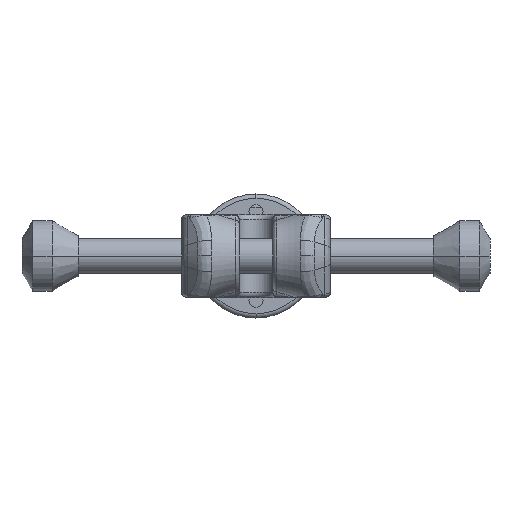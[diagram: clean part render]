
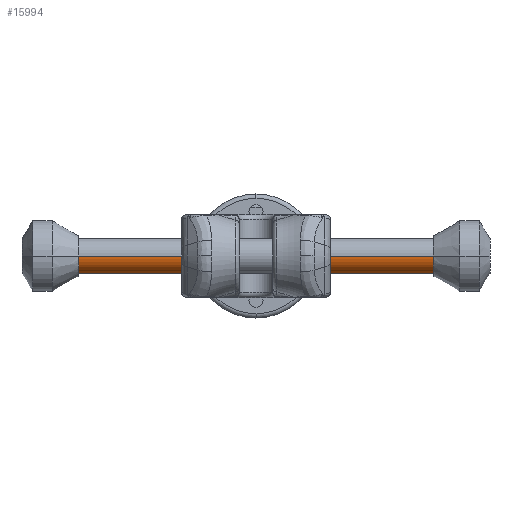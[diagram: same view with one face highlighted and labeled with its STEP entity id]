
A CAD part, left-side view. The second image highlights one B-rep face of the part: STEP entity #15994.
In plain terms, the highlighted cylindrical face has radius 10 mm (diameter 20 mm), a partial arc.
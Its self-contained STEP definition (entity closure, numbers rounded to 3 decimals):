
#15736=CARTESIAN_POINT('',(100.,0.,0.));
#15737=DIRECTION('',(-1.,0.,0.));
#15738=DIRECTION('',(0.,1.,0.));
#15739=AXIS2_PLACEMENT_3D('',#15736,#15737,#15738);
#15741=DIRECTION('',(-1.,0.,0.));
#15742=VECTOR('',#15741,200.);
#15743=CARTESIAN_POINT('',(100.,10.,0.));
#15744=LINE('',#15743,#15742);
#15750=DIRECTION('',(-1.,0.,0.));
#15751=VECTOR('',#15750,200.);
#15752=CARTESIAN_POINT('',(100.,-10.,0.));
#15753=LINE('',#15752,#15751);
#15759=CARTESIAN_POINT('',(-100.,0.,0.));
#15760=DIRECTION('',(-1.,0.,0.));
#15761=DIRECTION('',(0.,1.,0.));
#15762=AXIS2_PLACEMENT_3D('',#15759,#15760,#15761);
#15836=CARTESIAN_POINT('',(100.,10.,0.));
#15837=CARTESIAN_POINT('',(-100.,10.,0.));
#15838=VERTEX_POINT('',#15836);
#15839=VERTEX_POINT('',#15837);
#15856=CARTESIAN_POINT('',(100.,-10.,0.));
#15857=CARTESIAN_POINT('',(-100.,-10.,0.));
#15858=VERTEX_POINT('',#15856);
#15859=VERTEX_POINT('',#15857);
#15980=CARTESIAN_POINT('',(177.718,0.,0.));
#15981=DIRECTION('',(-1.,0.,0.));
#15982=DIRECTION('',(0.,1.,0.));
#15983=AXIS2_PLACEMENT_3D('',#15980,#15981,#15982);
#15984=CYLINDRICAL_SURFACE('',#15983,10.);
#15986=ORIENTED_EDGE('',*,*,#15985,.T.);
#15988=ORIENTED_EDGE('',*,*,#15987,.T.);
#15990=ORIENTED_EDGE('',*,*,#15989,.F.);
#15991=ORIENTED_EDGE('',*,*,#15973,.F.);
#15992=EDGE_LOOP('',(#15986,#15988,#15990,#15991));
#15993=FACE_OUTER_BOUND('',#15992,.F.);
#15994=ADVANCED_FACE('',(#15993),#15984,.T.);
#15740=CIRCLE('',#15739,10.);
#15763=CIRCLE('',#15762,10.);
#15973=EDGE_CURVE('',#15838,#15858,#15740,.T.);
#15985=EDGE_CURVE('',#15838,#15839,#15744,.T.);
#15987=EDGE_CURVE('',#15839,#15859,#15763,.T.);
#15989=EDGE_CURVE('',#15858,#15859,#15753,.T.);
